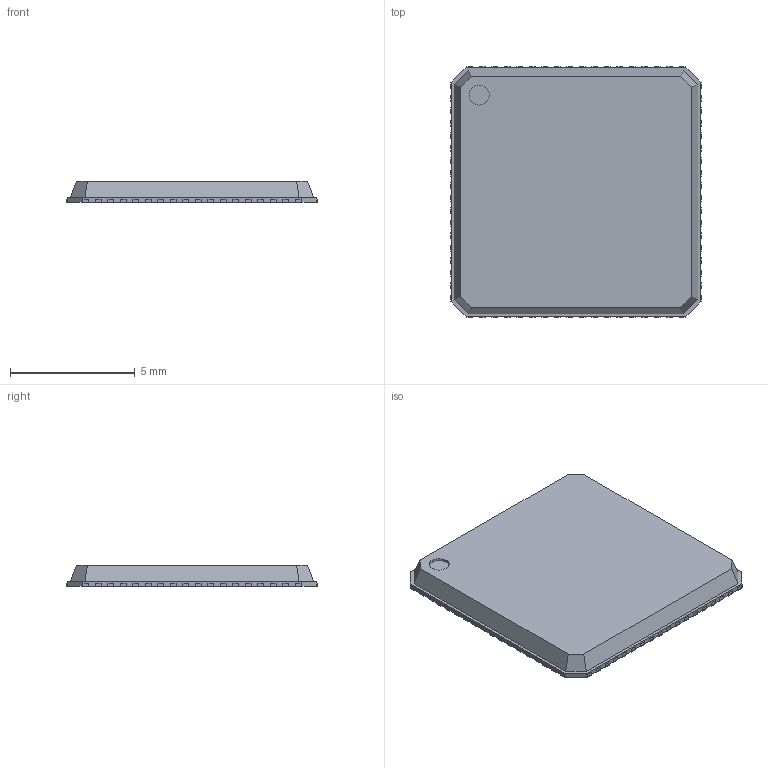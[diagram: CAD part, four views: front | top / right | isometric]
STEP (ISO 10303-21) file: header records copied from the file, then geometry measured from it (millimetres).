
FILE_DESCRIPTION(('FreeCAD Model'),'2;1');
FILE_NAME('/QFN-72_10x10mm.step','2020-06-23T04:01:31',('Author'),(''), 'Open CASCADE STEP processor 7.3','FreeCAD','Unknown');
FILE_SCHEMA(('AUTOMOTIVE_DESIGN { 1 0 10303 214 1 1 1 1 }'));
Length unit declared in the file: millimetre
Products named in the file (3): Part; Body; Pins
Assembly tree (2 placements, depth 2):
  Part
    Body
    Pins
Bounding box: 10.02 x 10.02 x 0.87 mm (x, y, z)
Volume: 81.8 mm3; surface area: 422.3 mm2
Topology: 2 solids, 2 shells, 756 faces, 1959 edges, 1210 vertices
Faces by surface type: plane 603, cylinder 145, bspline 8
Full cylindrical faces by diameter (mm): 0.8 x1
Entity records: 22547 total; most frequent: CARTESIAN_POINT 3960, ORIENTED_EDGE 3918, DIRECTION 3743, EDGE_CURVE 1959, LINE 1661, VECTOR 1661, VERTEX_POINT 1210, AXIS2_PLACEMENT_3D 1041
